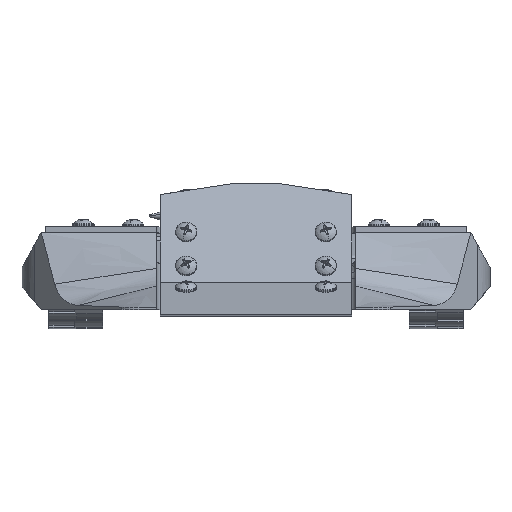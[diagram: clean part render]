
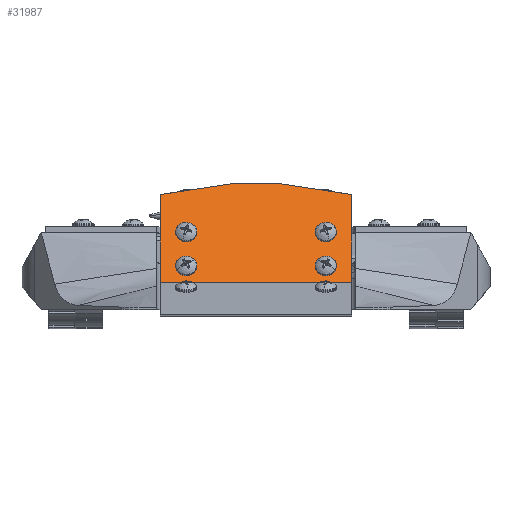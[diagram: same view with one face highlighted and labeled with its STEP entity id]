
A CAD part, top view. The second image highlights one B-rep face of the part: STEP entity #31987.
In plain terms, the highlighted face is planar.
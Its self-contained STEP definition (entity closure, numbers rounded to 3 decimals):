
#468 = VERTEX_POINT ( 'NONE', #8881 ) ;
#538 = ORIENTED_EDGE ( 'NONE', *, *, #10457, .T. ) ;
#1084 = DIRECTION ( 'NONE',  ( 0., -1., 0. ) ) ;
#1179 = DIRECTION ( 'NONE',  ( 0., 0., 1. ) ) ;
#1451 = EDGE_CURVE ( 'NONE', #10754, #15875, #30314, .T. ) ;
#2079 = DIRECTION ( 'NONE',  ( 0., 0., 1. ) ) ;
#2164 = AXIS2_PLACEMENT_3D ( 'NONE', #31694, #26447, #2079 ) ;
#2501 = CIRCLE ( 'NONE', #16127, 1.45 ) ;
#2546 = ORIENTED_EDGE ( 'NONE', *, *, #31001, .T. ) ;
#2568 = CIRCLE ( 'NONE', #2164, 1.45 ) ;
#3289 = CARTESIAN_POINT ( 'NONE',  ( -18.2, 0.5, 8.335 ) ) ;
#3924 = CARTESIAN_POINT ( 'NONE',  ( -25., 0.5, 13. ) ) ;
#4264 = CARTESIAN_POINT ( 'NONE',  ( 25., 0.5, 13. ) ) ;
#4638 = EDGE_LOOP ( 'NONE', ( #29197, #22825 ) ) ;
#4730 = AXIS2_PLACEMENT_3D ( 'NONE', #31188, #19886, #33715 ) ;
#5153 = AXIS2_PLACEMENT_3D ( 'NONE', #21589, #5384, #16093 ) ;
#5190 = VERTEX_POINT ( 'NONE', #27495 ) ;
#5251 = EDGE_CURVE ( 'NONE', #468, #14969, #7987, .T. ) ;
#5384 = DIRECTION ( 'NONE',  ( 0., 1., 0. ) ) ;
#5984 = VECTOR ( 'NONE', #26072, 1000. ) ;
#6013 = EDGE_CURVE ( 'NONE', #15875, #10754, #10472, .T. ) ;
#6582 = DIRECTION ( 'NONE',  ( 0., -1., 0. ) ) ;
#7163 = VECTOR ( 'NONE', #21740, 1000. ) ;
#7389 = DIRECTION ( 'NONE',  ( 0., 1., 0. ) ) ;
#7518 = VERTEX_POINT ( 'NONE', #13082 ) ;
#7987 = LINE ( 'NONE', #14145, #12265 ) ;
#8029 = CARTESIAN_POINT ( 'NONE',  ( 5.436, 0.5, -16.408 ) ) ;
#8510 = DIRECTION ( 'NONE',  ( 0., 0., 1. ) ) ;
#8702 = AXIS2_PLACEMENT_3D ( 'NONE', #13995, #32732, #13758 ) ;
#8881 = CARTESIAN_POINT ( 'NONE',  ( -25., 0.5, -13. ) ) ;
#9327 = CIRCLE ( 'NONE', #10147, 1.45 ) ;
#9372 = LINE ( 'NONE', #4264, #5984 ) ;
#9742 = AXIS2_PLACEMENT_3D ( 'NONE', #3289, #22033, #21923 ) ;
#10106 = DIRECTION ( 'NONE',  ( 0., 0., 1. ) ) ;
#10147 = AXIS2_PLACEMENT_3D ( 'NONE', #14572, #1084, #17451 ) ;
#10341 = VERTEX_POINT ( 'NONE', #12318 ) ;
#10377 = CARTESIAN_POINT ( 'NONE',  ( -5.436, 0.5, -16.408 ) ) ;
#10439 = CARTESIAN_POINT ( 'NONE',  ( 25., 0.5, -13. ) ) ;
#10457 = EDGE_CURVE ( 'NONE', #20739, #31974, #13160, .T. ) ;
#10472 = CIRCLE ( 'NONE', #5153, 1.45 ) ;
#10687 = CARTESIAN_POINT ( 'NONE',  ( -18.2, 0.5, -1.665 ) ) ;
#10719 = CARTESIAN_POINT ( 'NONE',  ( -18.2, 0.5, -0.215 ) ) ;
#10754 = VERTEX_POINT ( 'NONE', #16978 ) ;
#10801 = DIRECTION ( 'NONE',  ( 0., 0., 1. ) ) ;
#10829 = CIRCLE ( 'NONE', #8702, 1.45 ) ;
#11277 = VERTEX_POINT ( 'NONE', #20403 ) ;
#12166 = CARTESIAN_POINT ( 'NONE',  ( -18.2, 0.5, 6.885 ) ) ;
#12265 = VECTOR ( 'NONE', #8510, 1000. ) ;
#12318 = CARTESIAN_POINT ( 'NONE',  ( 18.2, 0.5, -3.115 ) ) ;
#12523 = EDGE_CURVE ( 'NONE', #7518, #22880, #26370, .T. ) ;
#12937 = EDGE_CURVE ( 'NONE', #31974, #20739, #9327, .T. ) ;
#13082 = CARTESIAN_POINT ( 'NONE',  ( 25., 0.5, 13. ) ) ;
#13160 = CIRCLE ( 'NONE', #31603, 1.45 ) ;
#13215 = DIRECTION ( 'NONE',  ( -0.985, 0., -0.172 ) ) ;
#13237 = CARTESIAN_POINT ( 'NONE',  ( 0., 0.5, 0. ) ) ;
#13758 = DIRECTION ( 'NONE',  ( 0., 0., 1. ) ) ;
#13773 = VECTOR ( 'NONE', #13215, 1000. ) ;
#13995 = CARTESIAN_POINT ( 'NONE',  ( -18.2, 0.5, -1.665 ) ) ;
#14145 = CARTESIAN_POINT ( 'NONE',  ( -25., 0.5, 13. ) ) ;
#14572 = CARTESIAN_POINT ( 'NONE',  ( 18.2, 0.5, 8.335 ) ) ;
#14969 = VERTEX_POINT ( 'NONE', #3924 ) ;
#14995 = FACE_BOUND ( 'NONE', #20408, .T. ) ;
#15875 = VERTEX_POINT ( 'NONE', #12166 ) ;
#16093 = DIRECTION ( 'NONE',  ( 0., 0., 1. ) ) ;
#16100 = PLANE ( 'NONE',  #33562 ) ;
#16127 = AXIS2_PLACEMENT_3D ( 'NONE', #10687, #29786, #10801 ) ;
#16895 = EDGE_LOOP ( 'NONE', ( #18890, #2546, #26630, #27838, #29729, #17558 ) ) ;
#16978 = CARTESIAN_POINT ( 'NONE',  ( -18.2, 0.5, 9.785 ) ) ;
#17451 = DIRECTION ( 'NONE',  ( 0., 0., 1. ) ) ;
#17558 = ORIENTED_EDGE ( 'NONE', *, *, #26492, .T. ) ;
#17947 = CARTESIAN_POINT ( 'NONE',  ( 18.2, 0.5, -0.215 ) ) ;
#18297 = EDGE_CURVE ( 'NONE', #25757, #11277, #10829, .T. ) ;
#18365 = FACE_BOUND ( 'NONE', #26742, .T. ) ;
#18571 = ORIENTED_EDGE ( 'NONE', *, *, #30830, .T. ) ;
#18890 = ORIENTED_EDGE ( 'NONE', *, *, #5251, .T. ) ;
#19255 = EDGE_CURVE ( 'NONE', #22880, #28427, #34724, .T. ) ;
#19733 = FACE_BOUND ( 'NONE', #4638, .T. ) ;
#19783 = ORIENTED_EDGE ( 'NONE', *, *, #1451, .F. ) ;
#19886 = DIRECTION ( 'NONE',  ( 0., -1., 0. ) ) ;
#20123 = LINE ( 'NONE', #24664, #35064 ) ;
#20190 = VERTEX_POINT ( 'NONE', #17947 ) ;
#20403 = CARTESIAN_POINT ( 'NONE',  ( -18.2, 0.5, -3.115 ) ) ;
#20408 = EDGE_LOOP ( 'NONE', ( #21921, #18571 ) ) ;
#20674 = ORIENTED_EDGE ( 'NONE', *, *, #6013, .F. ) ;
#20739 = VERTEX_POINT ( 'NONE', #21364 ) ;
#21364 = CARTESIAN_POINT ( 'NONE',  ( 18.2, 0.5, 9.785 ) ) ;
#21589 = CARTESIAN_POINT ( 'NONE',  ( -18.2, 0.5, 8.335 ) ) ;
#21704 = LINE ( 'NONE', #10377, #35363 ) ;
#21740 = DIRECTION ( 'NONE',  ( 0., 0., -1. ) ) ;
#21921 = ORIENTED_EDGE ( 'NONE', *, *, #30469, .T. ) ;
#21923 = DIRECTION ( 'NONE',  ( 0., 0., 1. ) ) ;
#22033 = DIRECTION ( 'NONE',  ( 0., 1., 0. ) ) ;
#22825 = ORIENTED_EDGE ( 'NONE', *, *, #31353, .F. ) ;
#22880 = VERTEX_POINT ( 'NONE', #10439 ) ;
#24536 = CARTESIAN_POINT ( 'NONE',  ( 25., 0.5, -13. ) ) ;
#24664 = CARTESIAN_POINT ( 'NONE',  ( -5.436, 0.5, -16.408 ) ) ;
#25228 = EDGE_CURVE ( 'NONE', #28427, #5190, #21704, .T. ) ;
#25632 = DIRECTION ( 'NONE',  ( -0.985, 0., 0.172 ) ) ;
#25757 = VERTEX_POINT ( 'NONE', #10719 ) ;
#26072 = DIRECTION ( 'NONE',  ( 1., 0., 0. ) ) ;
#26370 = LINE ( 'NONE', #29698, #7163 ) ;
#26447 = DIRECTION ( 'NONE',  ( 0., -1., 0. ) ) ;
#26492 = EDGE_CURVE ( 'NONE', #5190, #468, #20123, .T. ) ;
#26630 = ORIENTED_EDGE ( 'NONE', *, *, #12523, .T. ) ;
#26742 = EDGE_LOOP ( 'NONE', ( #19783, #20674 ) ) ;
#27495 = CARTESIAN_POINT ( 'NONE',  ( -5.436, 0.5, -16.408 ) ) ;
#27838 = ORIENTED_EDGE ( 'NONE', *, *, #19255, .T. ) ;
#28427 = VERTEX_POINT ( 'NONE', #8029 ) ;
#28592 = FACE_OUTER_BOUND ( 'NONE', #16895, .T. ) ;
#29197 = ORIENTED_EDGE ( 'NONE', *, *, #18297, .F. ) ;
#29698 = CARTESIAN_POINT ( 'NONE',  ( 25., 0.5, 13. ) ) ;
#29729 = ORIENTED_EDGE ( 'NONE', *, *, #25228, .T. ) ;
#29786 = DIRECTION ( 'NONE',  ( 0., 1., 0. ) ) ;
#30314 = CIRCLE ( 'NONE', #9742, 1.45 ) ;
#30457 = EDGE_LOOP ( 'NONE', ( #538, #33895 ) ) ;
#30469 = EDGE_CURVE ( 'NONE', #20190, #10341, #2568, .T. ) ;
#30830 = EDGE_CURVE ( 'NONE', #10341, #20190, #31180, .T. ) ;
#31001 = EDGE_CURVE ( 'NONE', #14969, #7518, #9372, .T. ) ;
#31180 = CIRCLE ( 'NONE', #4730, 1.45 ) ;
#31188 = CARTESIAN_POINT ( 'NONE',  ( 18.2, 0.5, -1.665 ) ) ;
#31246 = CARTESIAN_POINT ( 'NONE',  ( 18.2, 0.5, 8.335 ) ) ;
#31259 = FACE_BOUND ( 'NONE', #30457, .T. ) ;
#31353 = EDGE_CURVE ( 'NONE', #11277, #25757, #2501, .T. ) ;
#31603 = AXIS2_PLACEMENT_3D ( 'NONE', #31246, #6582, #1179 ) ;
#31694 = CARTESIAN_POINT ( 'NONE',  ( 18.2, 0.5, -1.665 ) ) ;
#31974 = VERTEX_POINT ( 'NONE', #34972 ) ;
#31987 = ADVANCED_FACE ( 'NONE', ( #14995, #31259, #19733, #18365, #28592 ), #16100, .T. ) ;
#32240 = DIRECTION ( 'NONE',  ( -1., 0., 0. ) ) ;
#32732 = DIRECTION ( 'NONE',  ( 0., 1., 0. ) ) ;
#33562 = AXIS2_PLACEMENT_3D ( 'NONE', #13237, #7389, #10106 ) ;
#33715 = DIRECTION ( 'NONE',  ( 0., 0., 1. ) ) ;
#33895 = ORIENTED_EDGE ( 'NONE', *, *, #12937, .T. ) ;
#34724 = LINE ( 'NONE', #24536, #13773 ) ;
#34972 = CARTESIAN_POINT ( 'NONE',  ( 18.2, 0.5, 6.885 ) ) ;
#35064 = VECTOR ( 'NONE', #25632, 1000. ) ;
#35363 = VECTOR ( 'NONE', #32240, 1000. ) ;
